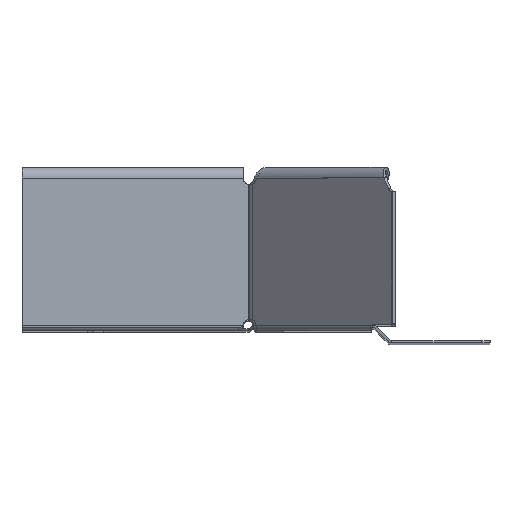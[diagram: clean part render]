
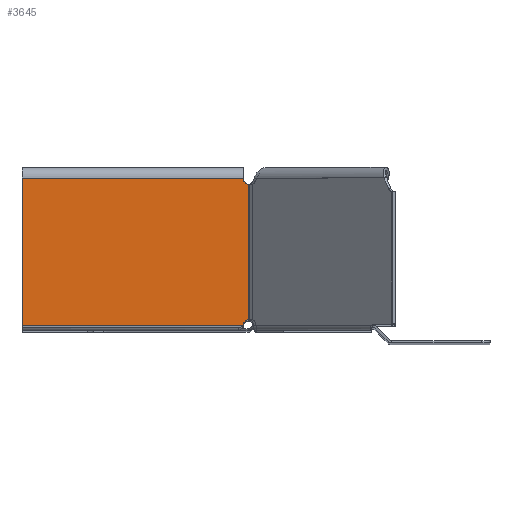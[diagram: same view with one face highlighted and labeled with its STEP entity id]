
A CAD part, top view. The second image highlights one B-rep face of the part: STEP entity #3645.
In plain terms, the highlighted face is planar.
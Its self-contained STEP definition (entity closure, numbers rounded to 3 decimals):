
#47 = EDGE_CURVE ( 'NONE', #360, #4076, #3226, .T. ) ;
#98 = CARTESIAN_POINT ( 'NONE',  ( -79.35, 1.75, -6.75 ) ) ;
#221 = ORIENTED_EDGE ( 'NONE', *, *, #4299, .F. ) ;
#360 = VERTEX_POINT ( 'NONE', #2847 ) ;
#419 = ORIENTED_EDGE ( 'NONE', *, *, #47, .T. ) ;
#424 = DIRECTION ( 'NONE',  ( 0., 1., 0. ) ) ;
#459 = VECTOR ( 'NONE', #3133, 1000. ) ;
#481 = DIRECTION ( 'NONE',  ( 0., 1., 0. ) ) ;
#533 = CIRCLE ( 'NONE', #5612, 2.25 ) ;
#716 = EDGE_CURVE ( 'NONE', #2293, #4076, #2803, .T. ) ;
#773 = VERTEX_POINT ( 'NONE', #3155 ) ;
#970 = DIRECTION ( 'NONE',  ( 0., 0., 1. ) ) ;
#995 = VECTOR ( 'NONE', #481, 1000. ) ;
#1099 = CARTESIAN_POINT ( 'NONE',  ( -78.98, 51.031, -6.75 ) ) ;
#1153 = ORIENTED_EDGE ( 'NONE', *, *, #2121, .F. ) ;
#1269 = AXIS2_PLACEMENT_3D ( 'NONE', #1689, #3403, #424 ) ;
#1528 = CARTESIAN_POINT ( 'NONE',  ( -78.98, 0., -6.75 ) ) ;
#1689 = CARTESIAN_POINT ( 'NONE',  ( -79.35, 53.25, -6.75 ) ) ;
#1924 = DIRECTION ( 'NONE',  ( 0., 1., 0. ) ) ;
#1951 = EDGE_CURVE ( 'NONE', #2293, #4556, #4919, .T. ) ;
#2003 = VECTOR ( 'NONE', #2943, 1000. ) ;
#2061 = CARTESIAN_POINT ( 'NONE',  ( -77.1, 53.25, -6.75 ) ) ;
#2121 = EDGE_CURVE ( 'NONE', #773, #3024, #5522, .T. ) ;
#2157 = EDGE_CURVE ( 'NONE', #360, #773, #533, .T. ) ;
#2293 = VERTEX_POINT ( 'NONE', #2061 ) ;
#2437 = AXIS2_PLACEMENT_3D ( 'NONE', #3182, #970, #4053 ) ;
#2725 = PLANE ( 'NONE',  #2437 ) ;
#2803 = CIRCLE ( 'NONE', #1269, 2.25 ) ;
#2814 = VECTOR ( 'NONE', #3285, 1000. ) ;
#2847 = CARTESIAN_POINT ( 'NONE',  ( -78.98, 3.969, -6.75 ) ) ;
#2891 = CARTESIAN_POINT ( 'NONE',  ( 0., 53.25, -6.75 ) ) ;
#2943 = DIRECTION ( 'NONE',  ( 1., 0., 0. ) ) ;
#2956 = ORIENTED_EDGE ( 'NONE', *, *, #2157, .F. ) ;
#3024 = VERTEX_POINT ( 'NONE', #3754 ) ;
#3042 = FACE_OUTER_BOUND ( 'NONE', #3441, .T. ) ;
#3133 = DIRECTION ( 'NONE',  ( 0., 1., 0. ) ) ;
#3155 = CARTESIAN_POINT ( 'NONE',  ( -77.1, 1.75, -6.75 ) ) ;
#3182 = CARTESIAN_POINT ( 'NONE',  ( -206.54, 0., -6.75 ) ) ;
#3226 = LINE ( 'NONE', #1528, #995 ) ;
#3285 = DIRECTION ( 'NONE',  ( 1., 0., 0. ) ) ;
#3403 = DIRECTION ( 'NONE',  ( 0., 0., -1. ) ) ;
#3441 = EDGE_LOOP ( 'NONE', ( #419, #5545, #4807, #221, #1153, #2956 ) ) ;
#3559 = DIRECTION ( 'NONE',  ( 0., 0., -1. ) ) ;
#3645 = ADVANCED_FACE ( 'NONE', ( #3042 ), #2725, .F. ) ;
#3731 = CARTESIAN_POINT ( 'NONE',  ( -206.54, 53.25, -6.75 ) ) ;
#3754 = CARTESIAN_POINT ( 'NONE',  ( 0., 1.75, -6.75 ) ) ;
#4053 = DIRECTION ( 'NONE',  ( 0., 1., 0. ) ) ;
#4076 = VERTEX_POINT ( 'NONE', #1099 ) ;
#4196 = CARTESIAN_POINT ( 'NONE',  ( -206.54, 1.75, -6.75 ) ) ;
#4299 = EDGE_CURVE ( 'NONE', #3024, #4556, #4924, .T. ) ;
#4556 = VERTEX_POINT ( 'NONE', #2891 ) ;
#4807 = ORIENTED_EDGE ( 'NONE', *, *, #1951, .T. ) ;
#4919 = LINE ( 'NONE', #3731, #2814 ) ;
#4924 = LINE ( 'NONE', #5414, #459 ) ;
#5414 = CARTESIAN_POINT ( 'NONE',  ( 0., 0., -6.75 ) ) ;
#5522 = LINE ( 'NONE', #4196, #2003 ) ;
#5545 = ORIENTED_EDGE ( 'NONE', *, *, #716, .F. ) ;
#5612 = AXIS2_PLACEMENT_3D ( 'NONE', #98, #3559, #1924 ) ;
